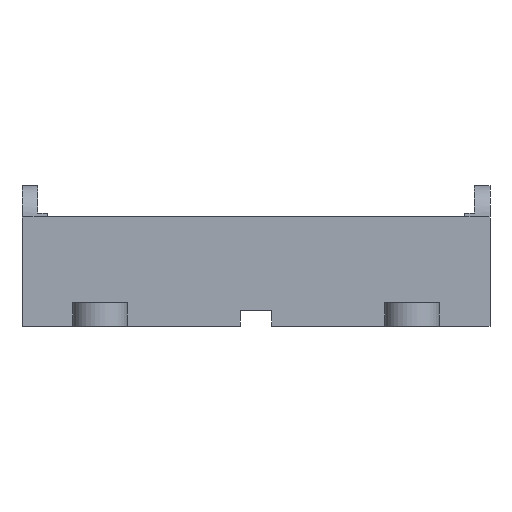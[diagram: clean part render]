
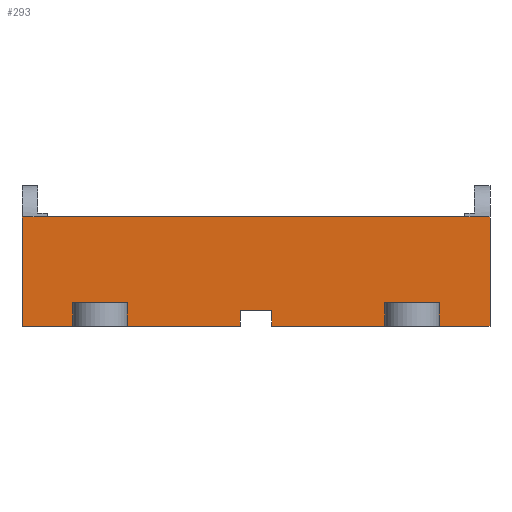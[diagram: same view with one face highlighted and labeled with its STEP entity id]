
A CAD part, front view. The second image highlights one B-rep face of the part: STEP entity #293.
In plain terms, the highlighted planar face has unit normal (0, -1, 0).
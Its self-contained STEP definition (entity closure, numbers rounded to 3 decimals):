
#62 = VERTEX_POINT('',#63);
#63 = CARTESIAN_POINT('',(-30.,-60.75,16.));
#71 = EDGE_CURVE('',#72,#62,#74,.T.);
#72 = VERTEX_POINT('',#73);
#73 = CARTESIAN_POINT('',(-30.,-60.75,2.));
#74 = LINE('',#75,#76);
#75 = CARTESIAN_POINT('',(-30.,-60.75,2.));
#76 = VECTOR('',#77,1.);
#77 = DIRECTION('',(0.,0.,1.));
#187 = EDGE_CURVE('',#62,#188,#190,.T.);
#188 = VERTEX_POINT('',#189);
#189 = CARTESIAN_POINT('',(30.,-60.75,16.));
#190 = LINE('',#191,#192);
#191 = CARTESIAN_POINT('',(-30.,-60.75,16.));
#192 = VECTOR('',#193,1.);
#193 = DIRECTION('',(1.,0.,0.));
#266 = EDGE_CURVE('',#72,#267,#269,.T.);
#267 = VERTEX_POINT('',#268);
#268 = CARTESIAN_POINT('',(-23.5,-60.75,2.));
#269 = LINE('',#270,#271);
#270 = CARTESIAN_POINT('',(-30.,-60.75,2.));
#271 = VECTOR('',#272,1.);
#272 = DIRECTION('',(1.,0.,0.));
#293 = ADVANCED_FACE('',(#294),#433,.F.);
#294 = FACE_BOUND('',#295,.F.);
#295 = EDGE_LOOP('',(#296,#297,#298,#299,#307,#315,#323,#331,#339,#347,
    #355,#363,#371,#379,#387,#395,#403,#411,#419,#427));
#296 = ORIENTED_EDGE('',*,*,#266,.F.);
#297 = ORIENTED_EDGE('',*,*,#71,.T.);
#298 = ORIENTED_EDGE('',*,*,#187,.T.);
#299 = ORIENTED_EDGE('',*,*,#300,.F.);
#300 = EDGE_CURVE('',#301,#188,#303,.T.);
#301 = VERTEX_POINT('',#302);
#302 = CARTESIAN_POINT('',(30.,-60.75,2.));
#303 = LINE('',#304,#305);
#304 = CARTESIAN_POINT('',(30.,-60.75,2.));
#305 = VECTOR('',#306,1.);
#306 = DIRECTION('',(0.,0.,1.));
#307 = ORIENTED_EDGE('',*,*,#308,.F.);
#308 = EDGE_CURVE('',#309,#301,#311,.T.);
#309 = VERTEX_POINT('',#310);
#310 = CARTESIAN_POINT('',(23.5,-60.75,2.));
#311 = LINE('',#312,#313);
#312 = CARTESIAN_POINT('',(-30.,-60.75,2.));
#313 = VECTOR('',#314,1.);
#314 = DIRECTION('',(1.,0.,0.));
#315 = ORIENTED_EDGE('',*,*,#316,.T.);
#316 = EDGE_CURVE('',#309,#317,#319,.T.);
#317 = VERTEX_POINT('',#318);
#318 = CARTESIAN_POINT('',(23.5,-60.75,5.));
#319 = LINE('',#320,#321);
#320 = CARTESIAN_POINT('',(23.5,-60.75,2.));
#321 = VECTOR('',#322,1.);
#322 = DIRECTION('',(0.,0.,1.));
#323 = ORIENTED_EDGE('',*,*,#324,.T.);
#324 = EDGE_CURVE('',#317,#325,#327,.T.);
#325 = VERTEX_POINT('',#326);
#326 = CARTESIAN_POINT('',(21.299,-60.75,5.));
#327 = LINE('',#328,#329);
#328 = CARTESIAN_POINT('',(-6.75,-60.75,5.));
#329 = VECTOR('',#330,1.);
#330 = DIRECTION('',(-1.,0.,0.));
#331 = ORIENTED_EDGE('',*,*,#332,.T.);
#332 = EDGE_CURVE('',#325,#333,#335,.T.);
#333 = VERTEX_POINT('',#334);
#334 = CARTESIAN_POINT('',(18.701,-60.75,5.));
#335 = LINE('',#336,#337);
#336 = CARTESIAN_POINT('',(-5.,-60.75,5.));
#337 = VECTOR('',#338,1.);
#338 = DIRECTION('',(-1.,0.,0.));
#339 = ORIENTED_EDGE('',*,*,#340,.T.);
#340 = EDGE_CURVE('',#333,#341,#343,.T.);
#341 = VERTEX_POINT('',#342);
#342 = CARTESIAN_POINT('',(16.5,-60.75,5.));
#343 = LINE('',#344,#345);
#344 = CARTESIAN_POINT('',(-6.75,-60.75,5.));
#345 = VECTOR('',#346,1.);
#346 = DIRECTION('',(-1.,0.,0.));
#347 = ORIENTED_EDGE('',*,*,#348,.F.);
#348 = EDGE_CURVE('',#349,#341,#351,.T.);
#349 = VERTEX_POINT('',#350);
#350 = CARTESIAN_POINT('',(16.5,-60.75,2.));
#351 = LINE('',#352,#353);
#352 = CARTESIAN_POINT('',(16.5,-60.75,2.));
#353 = VECTOR('',#354,1.);
#354 = DIRECTION('',(0.,0.,1.));
#355 = ORIENTED_EDGE('',*,*,#356,.F.);
#356 = EDGE_CURVE('',#357,#349,#359,.T.);
#357 = VERTEX_POINT('',#358);
#358 = CARTESIAN_POINT('',(2.,-60.75,2.));
#359 = LINE('',#360,#361);
#360 = CARTESIAN_POINT('',(-30.,-60.75,2.));
#361 = VECTOR('',#362,1.);
#362 = DIRECTION('',(1.,0.,0.));
#363 = ORIENTED_EDGE('',*,*,#364,.F.);
#364 = EDGE_CURVE('',#365,#357,#367,.T.);
#365 = VERTEX_POINT('',#366);
#366 = CARTESIAN_POINT('',(2.,-60.75,4.));
#367 = LINE('',#368,#369);
#368 = CARTESIAN_POINT('',(2.,-60.75,0.25));
#369 = VECTOR('',#370,1.);
#370 = DIRECTION('',(0.,0.,-1.));
#371 = ORIENTED_EDGE('',*,*,#372,.F.);
#372 = EDGE_CURVE('',#373,#365,#375,.T.);
#373 = VERTEX_POINT('',#374);
#374 = CARTESIAN_POINT('',(-2.,-60.75,4.));
#375 = LINE('',#376,#377);
#376 = CARTESIAN_POINT('',(-16.,-60.75,4.));
#377 = VECTOR('',#378,1.);
#378 = DIRECTION('',(1.,0.,0.));
#379 = ORIENTED_EDGE('',*,*,#380,.T.);
#380 = EDGE_CURVE('',#373,#381,#383,.T.);
#381 = VERTEX_POINT('',#382);
#382 = CARTESIAN_POINT('',(-2.,-60.75,2.));
#383 = LINE('',#384,#385);
#384 = CARTESIAN_POINT('',(-2.,-60.75,0.25));
#385 = VECTOR('',#386,1.);
#386 = DIRECTION('',(0.,0.,-1.));
#387 = ORIENTED_EDGE('',*,*,#388,.F.);
#388 = EDGE_CURVE('',#389,#381,#391,.T.);
#389 = VERTEX_POINT('',#390);
#390 = CARTESIAN_POINT('',(-16.5,-60.75,2.));
#391 = LINE('',#392,#393);
#392 = CARTESIAN_POINT('',(-30.,-60.75,2.));
#393 = VECTOR('',#394,1.);
#394 = DIRECTION('',(1.,0.,0.));
#395 = ORIENTED_EDGE('',*,*,#396,.T.);
#396 = EDGE_CURVE('',#389,#397,#399,.T.);
#397 = VERTEX_POINT('',#398);
#398 = CARTESIAN_POINT('',(-16.5,-60.75,5.));
#399 = LINE('',#400,#401);
#400 = CARTESIAN_POINT('',(-16.5,-60.75,2.));
#401 = VECTOR('',#402,1.);
#402 = DIRECTION('',(0.,0.,1.));
#403 = ORIENTED_EDGE('',*,*,#404,.T.);
#404 = EDGE_CURVE('',#397,#405,#407,.T.);
#405 = VERTEX_POINT('',#406);
#406 = CARTESIAN_POINT('',(-18.701,-60.75,5.));
#407 = LINE('',#408,#409);
#408 = CARTESIAN_POINT('',(-26.75,-60.75,5.));
#409 = VECTOR('',#410,1.);
#410 = DIRECTION('',(-1.,0.,0.));
#411 = ORIENTED_EDGE('',*,*,#412,.T.);
#412 = EDGE_CURVE('',#405,#413,#415,.T.);
#413 = VERTEX_POINT('',#414);
#414 = CARTESIAN_POINT('',(-21.299,-60.75,5.));
#415 = LINE('',#416,#417);
#416 = CARTESIAN_POINT('',(-25.,-60.75,5.));
#417 = VECTOR('',#418,1.);
#418 = DIRECTION('',(-1.,0.,0.));
#419 = ORIENTED_EDGE('',*,*,#420,.T.);
#420 = EDGE_CURVE('',#413,#421,#423,.T.);
#421 = VERTEX_POINT('',#422);
#422 = CARTESIAN_POINT('',(-23.5,-60.75,5.));
#423 = LINE('',#424,#425);
#424 = CARTESIAN_POINT('',(-26.75,-60.75,5.));
#425 = VECTOR('',#426,1.);
#426 = DIRECTION('',(-1.,0.,0.));
#427 = ORIENTED_EDGE('',*,*,#428,.F.);
#428 = EDGE_CURVE('',#267,#421,#429,.T.);
#429 = LINE('',#430,#431);
#430 = CARTESIAN_POINT('',(-23.5,-60.75,2.));
#431 = VECTOR('',#432,1.);
#432 = DIRECTION('',(0.,0.,1.));
#433 = PLANE('',#434);
#434 = AXIS2_PLACEMENT_3D('',#435,#436,#437);
#435 = CARTESIAN_POINT('',(-30.,-60.75,2.));
#436 = DIRECTION('',(0.,1.,0.));
#437 = DIRECTION('',(0.,0.,1.));
